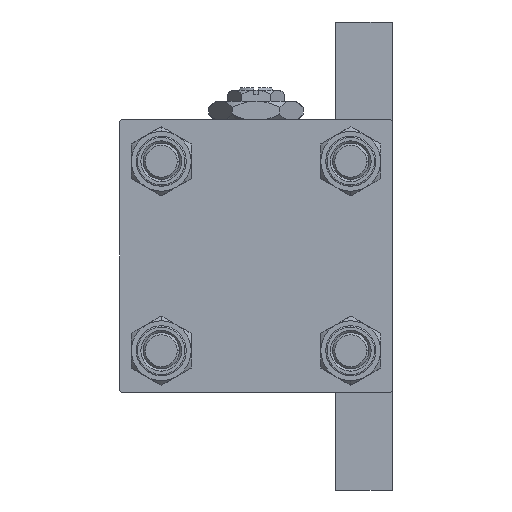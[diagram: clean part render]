
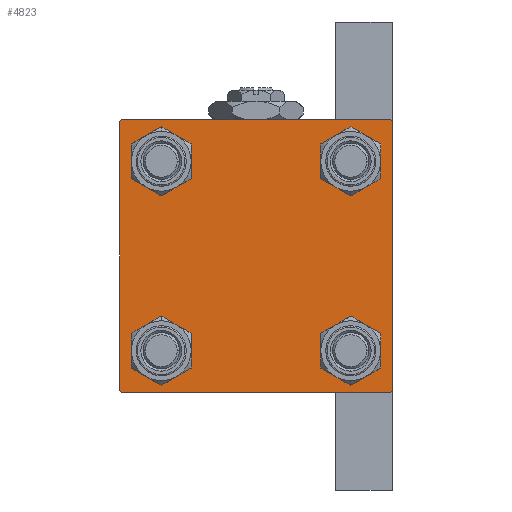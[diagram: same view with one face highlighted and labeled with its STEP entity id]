
A CAD part, left-side view. The second image highlights one B-rep face of the part: STEP entity #4823.
In plain terms, the highlighted planar face has unit normal (-1, 0, 0).
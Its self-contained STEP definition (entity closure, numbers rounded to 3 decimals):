
#606 = VERTEX_POINT ( 'NONE', #32573 ) ;
#647 = LINE ( 'NONE', #38329, #12987 ) ;
#1411 = ORIENTED_EDGE ( 'NONE', *, *, #25343, .T. ) ;
#1900 = DIRECTION ( 'NONE',  ( 0., 0., 1. ) ) ;
#2165 = EDGE_LOOP ( 'NONE', ( #47020, #15266 ) ) ;
#2813 = AXIS2_PLACEMENT_3D ( 'NONE', #41472, #5663, #5397 ) ;
#3107 = CARTESIAN_POINT ( 'NONE',  ( 0., -20.85, -25.35 ) ) ;
#3480 = ORIENTED_EDGE ( 'NONE', *, *, #50059, .T. ) ;
#4357 = AXIS2_PLACEMENT_3D ( 'NONE', #35308, #10040, #11085 ) ;
#4382 = EDGE_LOOP ( 'NONE', ( #43297, #22366 ) ) ;
#4600 = CARTESIAN_POINT ( 'NONE',  ( 0., 20.85, 20.85 ) ) ;
#4823 = ADVANCED_FACE ( 'NONE', ( #39025, #42810, #18589, #23159, #26919 ), #5941, .T. ) ;
#4900 = EDGE_LOOP ( 'NONE', ( #12683, #21527 ) ) ;
#4940 = ORIENTED_EDGE ( 'NONE', *, *, #43687, .T. ) ;
#4961 = CIRCLE ( 'NONE', #16990, 4.5 ) ;
#5397 = DIRECTION ( 'NONE',  ( 0., 0., 1. ) ) ;
#5663 = DIRECTION ( 'NONE',  ( 1., 0., 0. ) ) ;
#5668 = ORIENTED_EDGE ( 'NONE', *, *, #47713, .T. ) ;
#5941 = PLANE ( 'NONE',  #23169 ) ;
#6715 = EDGE_LOOP ( 'NONE', ( #5668, #17365 ) ) ;
#7558 = VECTOR ( 'NONE', #42475, 1000. ) ;
#7829 = CARTESIAN_POINT ( 'NONE',  ( 0., -29.5, -30. ) ) ;
#8511 = AXIS2_PLACEMENT_3D ( 'NONE', #19774, #52594, #51798 ) ;
#8566 = CARTESIAN_POINT ( 'NONE',  ( 0., 20.85, -16.35 ) ) ;
#9335 = DIRECTION ( 'NONE',  ( 0., -0.707, -0.707 ) ) ;
#9487 = DIRECTION ( 'NONE',  ( 0., 0., 1. ) ) ;
#9601 = CIRCLE ( 'NONE', #10430, 4.5 ) ;
#10040 = DIRECTION ( 'NONE',  ( 1., 0., 0. ) ) ;
#10263 = AXIS2_PLACEMENT_3D ( 'NONE', #49553, #29627, #29897 ) ;
#10430 = AXIS2_PLACEMENT_3D ( 'NONE', #4600, #17525, #12425 ) ;
#10560 = CARTESIAN_POINT ( 'NONE',  ( 0., -30., -29.5 ) ) ;
#11085 = DIRECTION ( 'NONE',  ( 0., 0., 1. ) ) ;
#11314 = CARTESIAN_POINT ( 'NONE',  ( 0., -20.85, 20.85 ) ) ;
#11538 = VERTEX_POINT ( 'NONE', #44689 ) ;
#11543 = VERTEX_POINT ( 'NONE', #7829 ) ;
#11581 = CARTESIAN_POINT ( 'NONE',  ( 0., -29.75, 29.75 ) ) ;
#11849 = VERTEX_POINT ( 'NONE', #38075 ) ;
#12241 = CARTESIAN_POINT ( 'NONE',  ( 0., -29.5, 30. ) ) ;
#12425 = DIRECTION ( 'NONE',  ( 0., 0., 1. ) ) ;
#12683 = ORIENTED_EDGE ( 'NONE', *, *, #51937, .T. ) ;
#12832 = VERTEX_POINT ( 'NONE', #30338 ) ;
#12987 = VECTOR ( 'NONE', #39104, 1000. ) ;
#13143 = CARTESIAN_POINT ( 'NONE',  ( 0., 29.5, 30. ) ) ;
#13656 = VECTOR ( 'NONE', #23354, 1000. ) ;
#13723 = VERTEX_POINT ( 'NONE', #13143 ) ;
#14346 = ORIENTED_EDGE ( 'NONE', *, *, #47817, .F. ) ;
#14694 = CARTESIAN_POINT ( 'NONE',  ( 0., -20.85, -20.85 ) ) ;
#15266 = ORIENTED_EDGE ( 'NONE', *, *, #29756, .T. ) ;
#15270 = EDGE_CURVE ( 'NONE', #45433, #40730, #31169, .T. ) ;
#15349 = DIRECTION ( 'NONE',  ( 0., -1., 0. ) ) ;
#15580 = VECTOR ( 'NONE', #39301, 1000. ) ;
#16434 = CARTESIAN_POINT ( 'NONE',  ( 0., -20.85, 25.35 ) ) ;
#16990 = AXIS2_PLACEMENT_3D ( 'NONE', #25271, #37642, #17205 ) ;
#17205 = DIRECTION ( 'NONE',  ( 0., 0., 1. ) ) ;
#17365 = ORIENTED_EDGE ( 'NONE', *, *, #30042, .T. ) ;
#17525 = DIRECTION ( 'NONE',  ( 1., 0., 0. ) ) ;
#17809 = CARTESIAN_POINT ( 'NONE',  ( 0., 0., 0. ) ) ;
#17957 = CIRCLE ( 'NONE', #8511, 4.5 ) ;
#18530 = VECTOR ( 'NONE', #9335, 1000. ) ;
#18589 = FACE_BOUND ( 'NONE', #4900, .T. ) ;
#19493 = VECTOR ( 'NONE', #15349, 1000. ) ;
#19747 = EDGE_CURVE ( 'NONE', #26802, #32883, #49469, .T. ) ;
#19774 = CARTESIAN_POINT ( 'NONE',  ( 0., -20.85, -20.85 ) ) ;
#21180 = EDGE_LOOP ( 'NONE', ( #25947, #4940, #35548, #3480, #14346, #32061, #35033, #1411 ) ) ;
#21517 = EDGE_CURVE ( 'NONE', #11849, #11543, #40365, .T. ) ;
#21527 = ORIENTED_EDGE ( 'NONE', *, *, #15270, .T. ) ;
#22366 = ORIENTED_EDGE ( 'NONE', *, *, #40872, .T. ) ;
#22566 = CARTESIAN_POINT ( 'NONE',  ( 0., -30., 30. ) ) ;
#22858 = DIRECTION ( 'NONE',  ( 0., -1., 0. ) ) ;
#23118 = LINE ( 'NONE', #30406, #49232 ) ;
#23159 = FACE_BOUND ( 'NONE', #6715, .T. ) ;
#23169 = AXIS2_PLACEMENT_3D ( 'NONE', #17809, #34995, #1900 ) ;
#23354 = DIRECTION ( 'NONE',  ( 0., -0.707, 0.707 ) ) ;
#23882 = LINE ( 'NONE', #27640, #13656 ) ;
#25271 = CARTESIAN_POINT ( 'NONE',  ( 0., 20.85, 20.85 ) ) ;
#25343 = EDGE_CURVE ( 'NONE', #13723, #26338, #49366, .T. ) ;
#25947 = ORIENTED_EDGE ( 'NONE', *, *, #26259, .T. ) ;
#26225 = CARTESIAN_POINT ( 'NONE',  ( 0., 30., 29.5 ) ) ;
#26259 = EDGE_CURVE ( 'NONE', #26338, #49941, #647, .T. ) ;
#26338 = VERTEX_POINT ( 'NONE', #26225 ) ;
#26703 = EDGE_CURVE ( 'NONE', #51162, #30804, #40367, .T. ) ;
#26802 = VERTEX_POINT ( 'NONE', #16434 ) ;
#26919 = FACE_OUTER_BOUND ( 'NONE', #21180, .T. ) ;
#27640 = CARTESIAN_POINT ( 'NONE',  ( 0., -29.75, -29.75 ) ) ;
#29627 = DIRECTION ( 'NONE',  ( 1., 0., 0. ) ) ;
#29711 = DIRECTION ( 'NONE',  ( 0., 0.707, -0.707 ) ) ;
#29756 = EDGE_CURVE ( 'NONE', #32883, #26802, #50770, .T. ) ;
#29765 = VERTEX_POINT ( 'NONE', #10560 ) ;
#29897 = DIRECTION ( 'NONE',  ( 0., 0., 1. ) ) ;
#30042 = EDGE_CURVE ( 'NONE', #11538, #12832, #9601, .T. ) ;
#30338 = CARTESIAN_POINT ( 'NONE',  ( 0., 20.85, 25.35 ) ) ;
#30406 = CARTESIAN_POINT ( 'NONE',  ( 0., 30., 30. ) ) ;
#30804 = VERTEX_POINT ( 'NONE', #12241 ) ;
#31169 = CIRCLE ( 'NONE', #2813, 4.5 ) ;
#31296 = AXIS2_PLACEMENT_3D ( 'NONE', #14694, #43465, #9487 ) ;
#31746 = DIRECTION ( 'NONE',  ( 0., 0., 1. ) ) ;
#32018 = DIRECTION ( 'NONE',  ( 1., 0., 0. ) ) ;
#32061 = ORIENTED_EDGE ( 'NONE', *, *, #26703, .T. ) ;
#32573 = CARTESIAN_POINT ( 'NONE',  ( 0., -20.85, -16.35 ) ) ;
#32883 = VERTEX_POINT ( 'NONE', #40516 ) ;
#33442 = EDGE_CURVE ( 'NONE', #13723, #30804, #23118, .T. ) ;
#33945 = VECTOR ( 'NONE', #29711, 1000. ) ;
#34995 = DIRECTION ( 'NONE',  ( -1., 0., 0. ) ) ;
#35033 = ORIENTED_EDGE ( 'NONE', *, *, #33442, .F. ) ;
#35308 = CARTESIAN_POINT ( 'NONE',  ( 0., -20.85, 20.85 ) ) ;
#35548 = ORIENTED_EDGE ( 'NONE', *, *, #21517, .T. ) ;
#36572 = VERTEX_POINT ( 'NONE', #3107 ) ;
#37642 = DIRECTION ( 'NONE',  ( 1., 0., 0. ) ) ;
#38075 = CARTESIAN_POINT ( 'NONE',  ( 0., 29.5, -30. ) ) ;
#38329 = CARTESIAN_POINT ( 'NONE',  ( 0., 30., 30. ) ) ;
#39025 = FACE_BOUND ( 'NONE', #2165, .T. ) ;
#39104 = DIRECTION ( 'NONE',  ( 0., 0., -1. ) ) ;
#39301 = DIRECTION ( 'NONE',  ( 0., 0.707, 0.707 ) ) ;
#39575 = CARTESIAN_POINT ( 'NONE',  ( 0., 30., -30. ) ) ;
#40365 = LINE ( 'NONE', #39575, #19493 ) ;
#40367 = LINE ( 'NONE', #11581, #15580 ) ;
#40516 = CARTESIAN_POINT ( 'NONE',  ( 0., -20.85, 16.35 ) ) ;
#40730 = VERTEX_POINT ( 'NONE', #8566 ) ;
#40872 = EDGE_CURVE ( 'NONE', #36572, #606, #40889, .T. ) ;
#40889 = CIRCLE ( 'NONE', #31296, 4.5 ) ;
#41472 = CARTESIAN_POINT ( 'NONE',  ( 0., 20.85, -20.85 ) ) ;
#42269 = CARTESIAN_POINT ( 'NONE',  ( 0., -30., 29.5 ) ) ;
#42475 = DIRECTION ( 'NONE',  ( 0., 0., -1. ) ) ;
#42737 = LINE ( 'NONE', #22566, #7558 ) ;
#42810 = FACE_BOUND ( 'NONE', #4382, .T. ) ;
#43297 = ORIENTED_EDGE ( 'NONE', *, *, #50262, .T. ) ;
#43465 = DIRECTION ( 'NONE',  ( 1., 0., 0. ) ) ;
#43687 = EDGE_CURVE ( 'NONE', #49941, #11849, #50221, .T. ) ;
#44306 = AXIS2_PLACEMENT_3D ( 'NONE', #11314, #32018, #31746 ) ;
#44635 = CIRCLE ( 'NONE', #10263, 4.5 ) ;
#44689 = CARTESIAN_POINT ( 'NONE',  ( 0., 20.85, 16.35 ) ) ;
#45433 = VERTEX_POINT ( 'NONE', #51368 ) ;
#45602 = CARTESIAN_POINT ( 'NONE',  ( 0., 29.75, 29.75 ) ) ;
#46194 = CARTESIAN_POINT ( 'NONE',  ( 0., 29.75, -29.75 ) ) ;
#47020 = ORIENTED_EDGE ( 'NONE', *, *, #19747, .T. ) ;
#47553 = CARTESIAN_POINT ( 'NONE',  ( 0., 30., -29.5 ) ) ;
#47713 = EDGE_CURVE ( 'NONE', #12832, #11538, #4961, .T. ) ;
#47817 = EDGE_CURVE ( 'NONE', #51162, #29765, #42737, .T. ) ;
#49232 = VECTOR ( 'NONE', #22858, 1000. ) ;
#49366 = LINE ( 'NONE', #45602, #33945 ) ;
#49469 = CIRCLE ( 'NONE', #44306, 4.5 ) ;
#49553 = CARTESIAN_POINT ( 'NONE',  ( 0., 20.85, -20.85 ) ) ;
#49941 = VERTEX_POINT ( 'NONE', #47553 ) ;
#50059 = EDGE_CURVE ( 'NONE', #11543, #29765, #23882, .T. ) ;
#50221 = LINE ( 'NONE', #46194, #18530 ) ;
#50262 = EDGE_CURVE ( 'NONE', #606, #36572, #17957, .T. ) ;
#50770 = CIRCLE ( 'NONE', #4357, 4.5 ) ;
#51162 = VERTEX_POINT ( 'NONE', #42269 ) ;
#51368 = CARTESIAN_POINT ( 'NONE',  ( 0., 20.85, -25.35 ) ) ;
#51798 = DIRECTION ( 'NONE',  ( 0., 0., 1. ) ) ;
#51937 = EDGE_CURVE ( 'NONE', #40730, #45433, #44635, .T. ) ;
#52594 = DIRECTION ( 'NONE',  ( 1., 0., 0. ) ) ;
